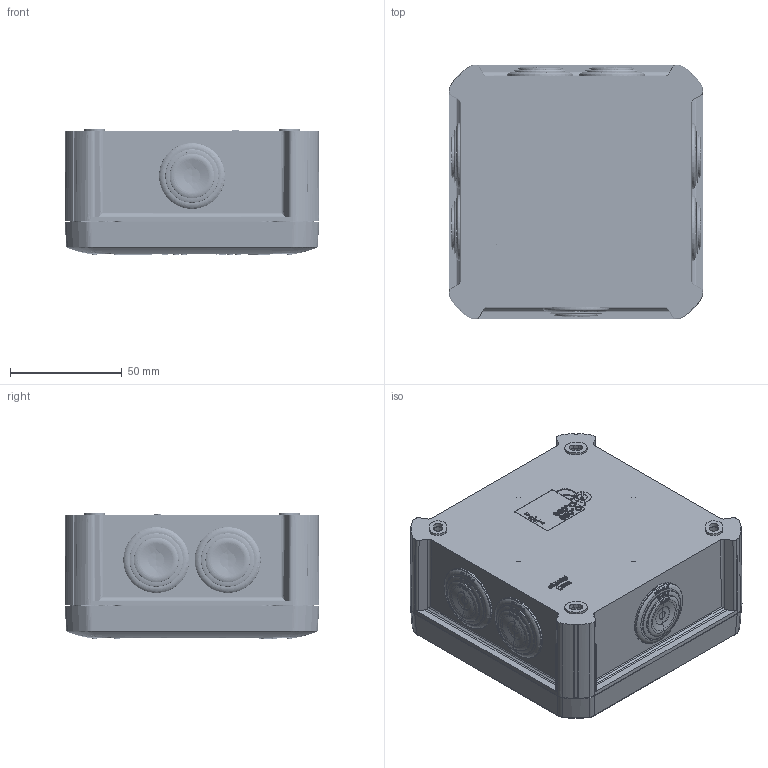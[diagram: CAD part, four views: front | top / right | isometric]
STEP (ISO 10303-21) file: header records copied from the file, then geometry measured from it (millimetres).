
FILE_DESCRIPTION((''),'2;1');
FILE_NAME('2007061','2012-08-15T',('AndreasKeweloh'),(''),'PRO/ENGINEER BY PARAMETRIC TECHNOLOGY CORPORATION, 2012130','PRO/ENGINEER BY PARAMETRIC TECHNOLOGY CORPORATION, 2012130','');
FILE_SCHEMA(('CONFIG_CONTROL_DESIGN'));
Products named in the file (1): 2007061
Bounding box: 114 x 114 x 56.35 mm (x, y, z)
Volume: 91.1 mm3; surface area: 126894.2 mm2
Topology: 14 solids, 15 shells, 7575 faces, 21077 edges, 13659 vertices
Faces by surface type: plane 4522, cylinder 789, torus 715, cone 678, extrusion 605, bspline 154, sphere 68, revolution 44
Entity records: 275934 total; most frequent: CARTESIAN_POINT 96664, ORIENTED_EDGE 41876, DIRECTION 30084, EDGE_CURVE 21001, VERTEX_POINT 13659, AXIS2_PLACEMENT_3D 10032, VECTOR 9976, LINE 9371
